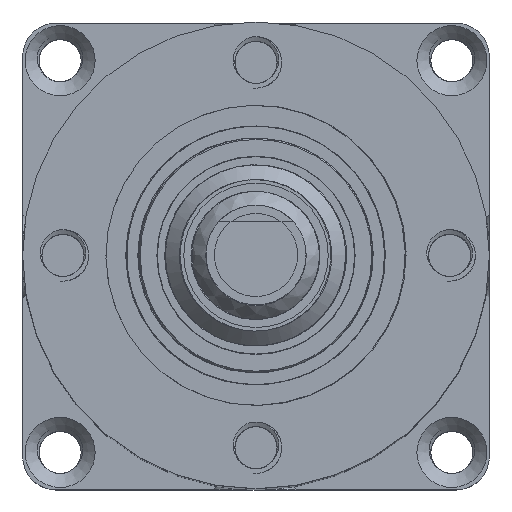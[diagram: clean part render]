
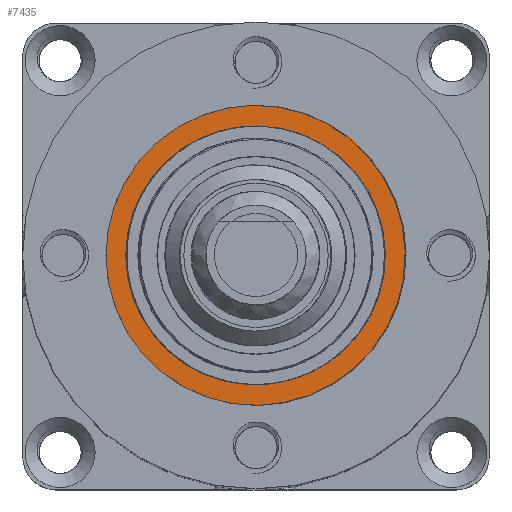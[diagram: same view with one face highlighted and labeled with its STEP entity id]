
A CAD part, top view. The second image highlights one B-rep face of the part: STEP entity #7435.
In plain terms, the highlighted planar face has unit normal (0, 0, 1).
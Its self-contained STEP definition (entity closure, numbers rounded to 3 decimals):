
#737=FACE_BOUND('',#2038,.T.);
#1131=CIRCLE('',#7966,9.);
#1133=CIRCLE('',#7969,7.759);
#1578=FACE_OUTER_BOUND('',#2037,.T.);
#2037=EDGE_LOOP('',(#6726));
#2038=EDGE_LOOP('',(#6727));
#3482=VERTEX_POINT('',#29887);
#3484=VERTEX_POINT('',#29893);
#4575=EDGE_CURVE('',#3482,#3482,#1131,.T.);
#4578=EDGE_CURVE('',#3484,#3484,#1133,.T.);
#6726=ORIENTED_EDGE('',*,*,#4575,.T.);
#6727=ORIENTED_EDGE('',*,*,#4578,.T.);
#7038=PLANE('',#7968);
#7435=ADVANCED_FACE('',(#1578,#737),#7038,.T.);
#7966=AXIS2_PLACEMENT_3D('',#29888,#9297,#9298);
#7968=AXIS2_PLACEMENT_3D('',#29892,#9302,#9303);
#7969=AXIS2_PLACEMENT_3D('',#29894,#9304,#9305);
#9297=DIRECTION('center_axis',(0.,0.,1.));
#9298=DIRECTION('ref_axis',(-1.,0.,0.));
#9302=DIRECTION('center_axis',(0.,0.,1.));
#9303=DIRECTION('ref_axis',(-1.,0.,0.));
#9304=DIRECTION('center_axis',(0.,0.,-1.));
#9305=DIRECTION('ref_axis',(-1.,0.,0.));
#29887=CARTESIAN_POINT('',(23.,14.,94.5));
#29888=CARTESIAN_POINT('Origin',(14.,14.,94.5));
#29892=CARTESIAN_POINT('Origin',(14.,14.,94.5));
#29893=CARTESIAN_POINT('',(21.759,14.,94.5));
#29894=CARTESIAN_POINT('Origin',(14.,14.,94.5));
